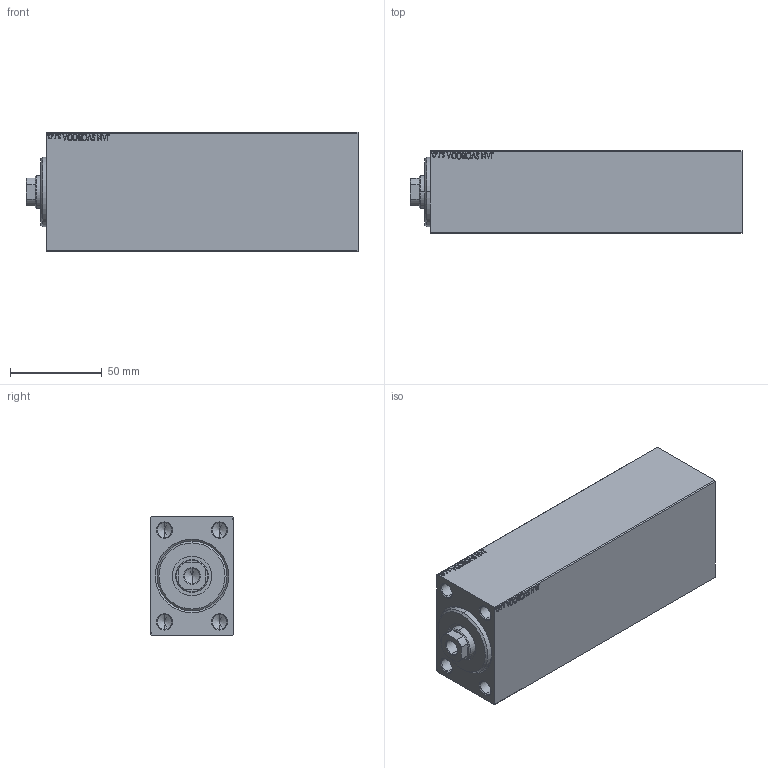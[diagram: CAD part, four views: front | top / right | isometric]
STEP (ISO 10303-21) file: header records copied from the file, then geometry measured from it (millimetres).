
FILE_DESCRIPTION (( 'STEP AP203' ), '1' );
FILE_NAME ('ea90.STEP', '2021-03-19T02:29:23', ( '' ), ( '' ), 'SwSTEP 2.0', 'SolidWorks 2019', '' );
FILE_SCHEMA (( 'CONFIG_CONTROL_DESIGN' ));
Length unit declared in the file: millimetre
Products named in the file (4): V450CM_B c75f092c7df0ee6d90e2ba2091fb5486; V450CM_VC_B c75f092c7df0ee6d90e2ba2091fb5486; V450CM_B_VCP c75f092c7df0ee6d90e2ba2091fb5486; ea90
Assembly tree (3 placements, depth 2):
  ea90
    V450CM_B c75f092c7df0ee6d90e2ba2091fb5486
    V450CM_B_VCP c75f092c7df0ee6d90e2ba2091fb5486
    V450CM_VC_B c75f092c7df0ee6d90e2ba2091fb5486
Bounding box: 181 x 45 x 65 mm (x, y, z)
Volume: 461016.3 mm3; surface area: 81280.2 mm2
Topology: 3 solids, 3 shells, 874 faces, 2244 edges, 1469 vertices
Faces by surface type: plane 400, bspline 380, cylinder 48, cone 46
Entity records: 44136 total; most frequent: CARTESIAN_POINT 25075, ORIENTED_EDGE 4452, DIRECTION 2594, EDGE_CURVE 2226, VERTEX_POINT 1469, LINE 1322, VECTOR 1322, EDGE_LOOP 991
